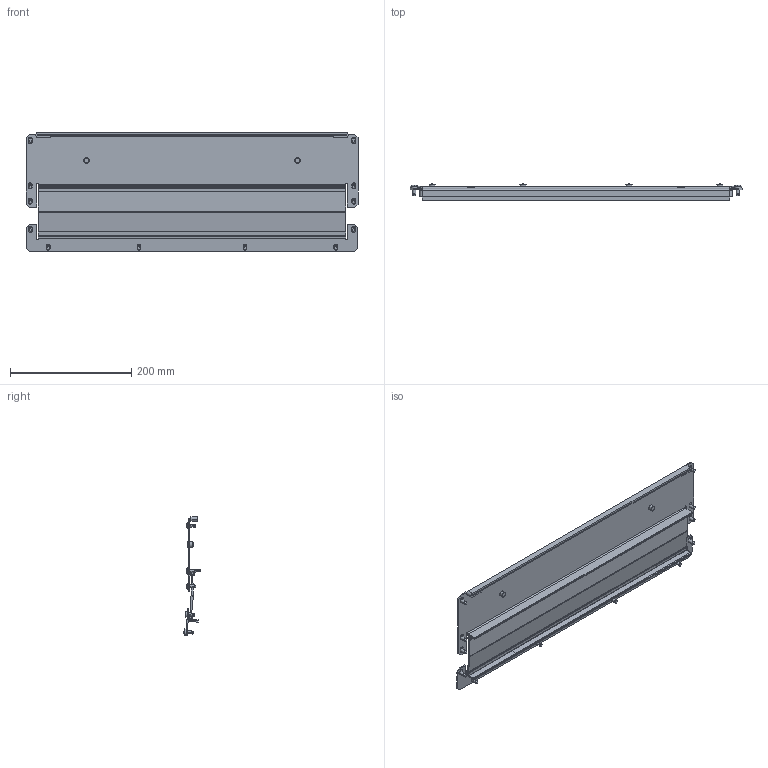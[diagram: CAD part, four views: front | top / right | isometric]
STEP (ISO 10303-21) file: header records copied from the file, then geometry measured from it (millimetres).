
FILE_DESCRIPTION (( 'STEP AP203' ), '1' );
FILE_NAME ('UR55400200120 Êîìïëåêò ïàíåëåé ñ ùåòî÷íûì ââîäîì êîíöåâàÿ 200 ìì RS52 00.120 (000.801.737-01).STEP', '2022-04-14T07:45:58', ( '' ), ( '' ), 'SwSTEP 2.0', 'SolidWorks 2017', '' );
FILE_SCHEMA (( 'CONFIG_CONTROL_DESIGN' ));
Length unit declared in the file: millimetre
Products named in the file (11): Ñêîò÷ äâóõñòîðîííèé äëÿ ù¸òî÷íîãî ââîäà_508; Âèíò DIN 7500 C TORX_Œ5å12; 003-545 ïàíåëü îñíîâàíèÿ RS52_05 (00.65); 044-99 椓襚趌05 (508洵); Ñêîò÷ äâóõñòîðîííèé äëÿ ù¸òî÷íîãî ââîäà_408; UR55400200120 Êîìïëåêò ïàíåëåé ñ ùåòî÷íûì ââîäîì êîíöåâàÿ 200 ìì RS52 00.120 (000.801.737-01); 000.130.517 Ïàíåëü ñ ù¸òî÷íûì ââîäîì êîíöåâàÿ RS52_01 (00.65); 003-546 Ïàíåëü îñíîâàíèÿ RS52_01 (00.65); Óïëîòíèòåëü 3õ10 ïàíåëåé îñíîâàíèÿ Ó_00.65; 000.130.518 Ïàíåëü ñ ù¸òî÷íûì ââîäîì êîíöåâàÿ RS52_01 (00.65); ч蜱齁罻 ST-9
Assembly tree (23 placements, depth 3):
  UR55400200120 Êîìïëåêò ïàíåëåé ñ ùåòî÷íûì ââîäîì êîíöåâàÿ 200 ìì RS52 00.120 (000.801.737-01)
    000.130.518 Ïàíåëü ñ ù¸òî÷íûì ââîäîì êîíöåâàÿ RS52_01 (00.65)
      003-546 Ïàíåëü îñíîâàíèÿ RS52_01 (00.65)
      Ñêîò÷ äâóõñòîðîííèé äëÿ ù¸òî÷íîãî ââîäà_508
      044-99 椓襚趌05 (508洵)
      ч蜱齁罻 ST-9  x2
      Óïëîòíèòåëü 3õ10 ïàíåëåé îñíîâàíèÿ Ó_00.65
    000.130.517 Ïàíåëü ñ ù¸òî÷íûì ââîäîì êîíöåâàÿ RS52_01 (00.65)
      003-545 ïàíåëü îñíîâàíèÿ RS52_05 (00.65)
      Ñêîò÷ äâóõñòîðîííèé äëÿ ù¸òî÷íîãî ââîäà_408
      044-99 椓襚趌05 (508洵)
    Âèíò DIN 7500 C TORX_Œ5å12  x12
Bounding box: 548 x 26.68 x 196 mm (x, y, z)
Volume: 350126 mm3; surface area: 375063.8 mm2
Topology: 23 solids, 23 shells, 770 faces, 2040 edges, 1332 vertices
Faces by surface type: plane 384, cylinder 294, cone 52, sphere 24, torus 16
Entity records: 9628 total; most frequent: CARTESIAN_POINT 1513, DIRECTION 1432, ORIENTED_EDGE 1342, EDGE_CURVE 671, AXIS2_PLACEMENT_3D 495, VECTOR 442, LINE 442, VERTEX_POINT 430
